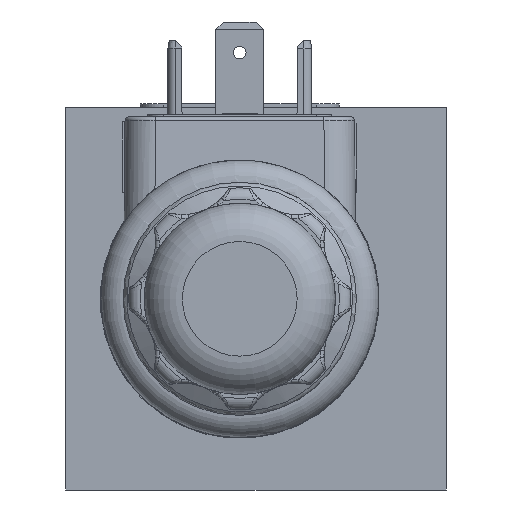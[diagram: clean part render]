
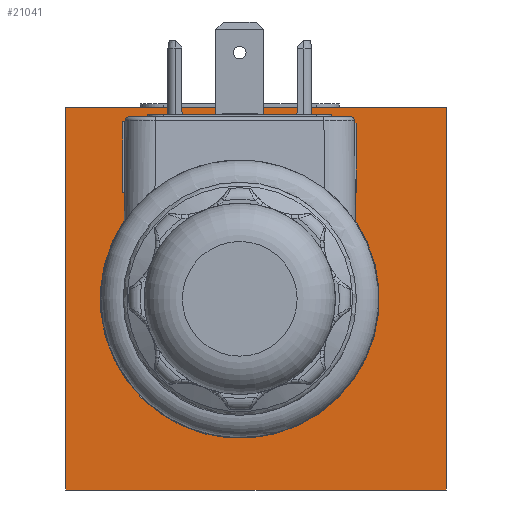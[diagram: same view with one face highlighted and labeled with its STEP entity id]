
A CAD part, left-side view. The second image highlights one B-rep face of the part: STEP entity #21041.
In plain terms, the highlighted planar face has unit normal (-1, 0, 0).
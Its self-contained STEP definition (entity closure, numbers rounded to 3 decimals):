
#630 = VERTEX_POINT ( 'NONE', #7596 ) ;
#1236 = LINE ( 'NONE', #13646, #21540 ) ;
#1661 = EDGE_CURVE ( 'NONE', #630, #18763, #1236, .T. ) ;
#2837 = DIRECTION ( 'NONE',  ( 0., 1., 0. ) ) ;
#2869 = CARTESIAN_POINT ( 'NONE',  ( 0., 49.75, 25. ) ) ;
#3229 = DIRECTION ( 'NONE',  ( 0., -1., 0. ) ) ;
#4306 = LINE ( 'NONE', #16206, #11234 ) ;
#4407 = DIRECTION ( 'NONE',  ( 0., -1., 0. ) ) ;
#4693 = EDGE_LOOP ( 'NONE', ( #9999, #20576, #11711, #20411 ) ) ;
#4820 = CARTESIAN_POINT ( 'NONE',  ( 0., 0., -25. ) ) ;
#4952 = EDGE_CURVE ( 'NONE', #10293, #10293, #6425, .T. ) ;
#6425 = CIRCLE ( 'NONE', #12135, 13.4 ) ;
#7415 = AXIS2_PLACEMENT_3D ( 'NONE', #18368, #13347, #18252 ) ;
#7590 = VECTOR ( 'NONE', #11389, 1000. ) ;
#7596 = CARTESIAN_POINT ( 'NONE',  ( 0., 49.75, -25. ) ) ;
#7676 = LINE ( 'NONE', #11262, #19783 ) ;
#9999 = ORIENTED_EDGE ( 'NONE', *, *, #16853, .T. ) ;
#10293 = VERTEX_POINT ( 'NONE', #20443 ) ;
#11158 = VERTEX_POINT ( 'NONE', #2869 ) ;
#11234 = VECTOR ( 'NONE', #19637, 1000. ) ;
#11262 = CARTESIAN_POINT ( 'NONE',  ( 0., 49.75, 25. ) ) ;
#11389 = DIRECTION ( 'NONE',  ( 0., 0., 1. ) ) ;
#11711 = ORIENTED_EDGE ( 'NONE', *, *, #13490, .F. ) ;
#11878 = FACE_OUTER_BOUND ( 'NONE', #4693, .T. ) ;
#12135 = AXIS2_PLACEMENT_3D ( 'NONE', #20074, #21666, #2837 ) ;
#13347 = DIRECTION ( 'NONE',  ( 1., 0., 0. ) ) ;
#13490 = EDGE_CURVE ( 'NONE', #630, #11158, #21346, .T. ) ;
#13544 = FACE_BOUND ( 'NONE', #18060, .T. ) ;
#13646 = CARTESIAN_POINT ( 'NONE',  ( 0., 49.75, -25. ) ) ;
#16206 = CARTESIAN_POINT ( 'NONE',  ( 0., 0., -25. ) ) ;
#16308 = EDGE_CURVE ( 'NONE', #11158, #17831, #7676, .T. ) ;
#16344 = CARTESIAN_POINT ( 'NONE',  ( 0., 0., 25. ) ) ;
#16853 = EDGE_CURVE ( 'NONE', #18763, #17831, #4306, .T. ) ;
#17831 = VERTEX_POINT ( 'NONE', #16344 ) ;
#18060 = EDGE_LOOP ( 'NONE', ( #19605 ) ) ;
#18098 = CARTESIAN_POINT ( 'NONE',  ( 0., 49.75, -25. ) ) ;
#18252 = DIRECTION ( 'NONE',  ( 0., 0., -1. ) ) ;
#18368 = CARTESIAN_POINT ( 'NONE',  ( 0., 49.75, -25. ) ) ;
#18685 = PLANE ( 'NONE',  #7415 ) ;
#18763 = VERTEX_POINT ( 'NONE', #4820 ) ;
#19605 = ORIENTED_EDGE ( 'NONE', *, *, #4952, .T. ) ;
#19637 = DIRECTION ( 'NONE',  ( 0., 0., 1. ) ) ;
#19783 = VECTOR ( 'NONE', #4407, 1000. ) ;
#20074 = CARTESIAN_POINT ( 'NONE',  ( 0., 27., 0. ) ) ;
#20411 = ORIENTED_EDGE ( 'NONE', *, *, #1661, .T. ) ;
#20443 = CARTESIAN_POINT ( 'NONE',  ( 0., 40.4, 0. ) ) ;
#20576 = ORIENTED_EDGE ( 'NONE', *, *, #16308, .F. ) ;
#21041 = ADVANCED_FACE ( 'NONE', ( #13544, #11878 ), #18685, .F. ) ;
#21346 = LINE ( 'NONE', #18098, #7590 ) ;
#21540 = VECTOR ( 'NONE', #3229, 1000. ) ;
#21666 = DIRECTION ( 'NONE',  ( 1., 0., 0. ) ) ;
